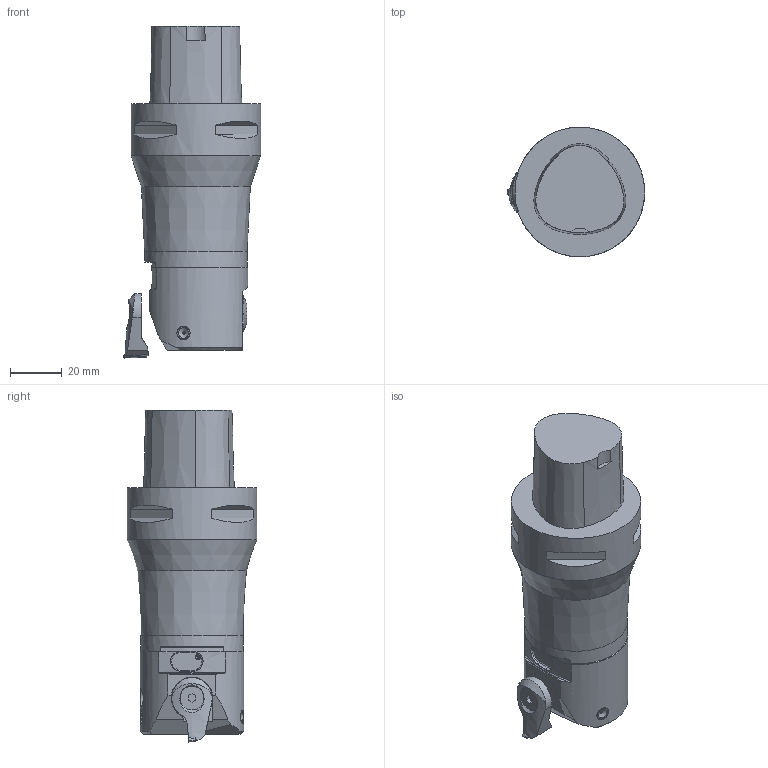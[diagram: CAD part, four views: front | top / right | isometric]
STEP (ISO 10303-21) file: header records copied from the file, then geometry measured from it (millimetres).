
FILE_DESCRIPTION(/* description */ (''),/* implementation_level */ '2;1');
FILE_NAME(/* name */ '1566810793824.stp',/* time_stamp */ '2019-08-26T11:13:20+02:00',/* author */ (''),/* organization */ ('SMS'),/* preprocessor_version */ 'ST-DEVELOPER v16.7',/* originating_system */ 'SIEMENS PLM Software NX 12.0',/* authorisation */ '');
FILE_SCHEMA (('AUTOMOTIVE_DESIGN { 1 0 10303 214 3 1 1 1 }'));
Length unit declared in the file: millimetre
Products named in the file (7): IsoTurningInsert; ASSEMBLY_CONSTRUCTION; 202057822mod000_00; 111166110mod000_01; 111168803mod000_01; 111165009mod000_01
Assembly tree (6 placements, depth 3):
  111165009mod000_01
    111168803mod000_01
      202057822mod000_00
      ASSEMBLY_CONSTRUCTION
      IsoTurningInsert
    111166110mod000_01
    ASSEMBLY_CONSTRUCTION
Bounding box: 52.97 x 50 x 128 mm (x, y, z)
Volume: 6889.9 mm3; surface area: 23945.7 mm2
Topology: 3 solids, 4 shells, 398 faces, 1106 edges, 743 vertices
Faces by surface type: plane 315, cylinder 37, cone 31, torus 10, extrusion 3, sphere 2
Full cylindrical faces by diameter (mm): 1 x1, 2 x1, 2.5 x2, 3 x1, 3.6 x1, 5 x1, 5.25 x1, 6 x2, 6.015 x1, 7 x1, 9.2 x1, 16 x2, 39.47 x1, 49.98 x1, 50 x1
Entity records: 13179 total; most frequent: CARTESIAN_POINT 3045, ORIENTED_EDGE 2080, DIRECTION 1953, EDGE_CURVE 1040, VECTOR 711, LINE 708, VERTEX_POINT 708, AXIS2_PLACEMENT_3D 621
